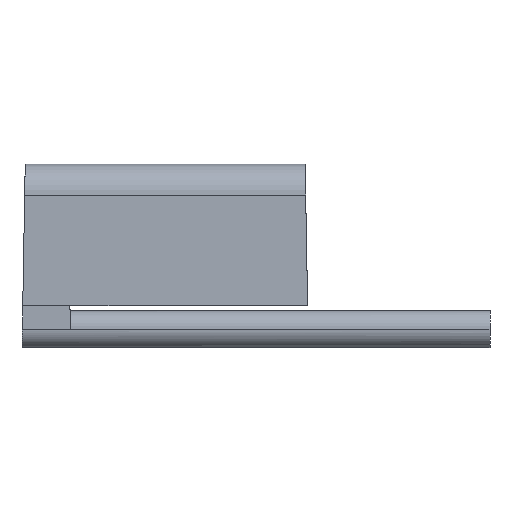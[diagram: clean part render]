
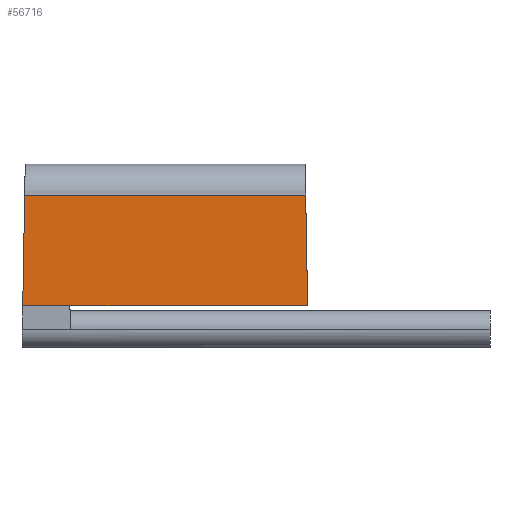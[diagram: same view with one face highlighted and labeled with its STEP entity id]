
A CAD part, left-side view. The second image highlights one B-rep face of the part: STEP entity #56716.
In plain terms, the highlighted planar face has unit normal (-1, 0, 0.018).
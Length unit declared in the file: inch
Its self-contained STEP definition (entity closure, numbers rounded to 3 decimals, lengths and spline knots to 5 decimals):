
#715 = CARTESIAN_POINT ( 'NONE',  ( -1.7126, 0., -0.46063 ) ) ;
#1066 = CARTESIAN_POINT ( 'NONE',  ( -1.70542, 0.53352, -0.04912 ) ) ;
#1984 = DIRECTION ( 'NONE',  ( -1., 0., 0.017 ) ) ;
#2743 = PLANE ( 'NONE',  #36024 ) ;
#3148 = FACE_OUTER_BOUND ( 'NONE', #14117, .T. ) ;
#5563 = DIRECTION ( 'NONE',  ( 0.017, 0.017, 1. ) ) ;
#6908 = LINE ( 'NONE', #16356, #20831 ) ;
#7258 = DIRECTION ( 'NONE',  ( 0.017, 0., 1. ) ) ;
#7535 = LINE ( 'NONE', #24671, #37374 ) ;
#9524 = DIRECTION ( 'NONE',  ( 0., -1., 0. ) ) ;
#10000 = CARTESIAN_POINT ( 'NONE',  ( -1.7126, 0.5407, -0.46063 ) ) ;
#10429 = ORIENTED_EDGE ( 'NONE', *, *, #21745, .T. ) ;
#14028 = CARTESIAN_POINT ( 'NONE',  ( -1.70542, -0.51384, -0.04912 ) ) ;
#14117 = EDGE_LOOP ( 'NONE', ( #35107, #28509, #10429, #36343 ) ) ;
#16206 = CARTESIAN_POINT ( 'NONE',  ( -1.7126, 0., -0.46063 ) ) ;
#16356 = CARTESIAN_POINT ( 'NONE',  ( -1.70542, 0., -0.04912 ) ) ;
#16783 = LINE ( 'NONE', #32171, #32070 ) ;
#16880 = VERTEX_POINT ( 'NONE', #23944 ) ;
#18717 = VERTEX_POINT ( 'NONE', #14028 ) ;
#18981 = VERTEX_POINT ( 'NONE', #1066 ) ;
#20073 = VECTOR ( 'NONE', #9524, 39.37008 ) ;
#20831 = VECTOR ( 'NONE', #34738, 39.37008 ) ;
#21745 = EDGE_CURVE ( 'NONE', #54358, #16880, #42256, .T. ) ;
#23944 = CARTESIAN_POINT ( 'NONE',  ( -1.7126, -0.52102, -0.46063 ) ) ;
#24671 = CARTESIAN_POINT ( 'NONE',  ( -1.7126, 0.5407, -0.46063 ) ) ;
#26797 = EDGE_CURVE ( 'NONE', #16880, #18717, #16783, .T. ) ;
#28509 = ORIENTED_EDGE ( 'NONE', *, *, #41334, .F. ) ;
#32070 = VECTOR ( 'NONE', #5563, 39.37008 ) ;
#32171 = CARTESIAN_POINT ( 'NONE',  ( -1.7126, -0.52102, -0.46063 ) ) ;
#34738 = DIRECTION ( 'NONE',  ( 0., -1., 0. ) ) ;
#35107 = ORIENTED_EDGE ( 'NONE', *, *, #40825, .F. ) ;
#36024 = AXIS2_PLACEMENT_3D ( 'NONE', #16206, #1984, #7258 ) ;
#36343 = ORIENTED_EDGE ( 'NONE', *, *, #26797, .T. ) ;
#37374 = VECTOR ( 'NONE', #51437, 39.37008 ) ;
#40825 = EDGE_CURVE ( 'NONE', #18981, #18717, #6908, .T. ) ;
#41334 = EDGE_CURVE ( 'NONE', #54358, #18981, #7535, .T. ) ;
#42256 = LINE ( 'NONE', #715, #20073 ) ;
#51437 = DIRECTION ( 'NONE',  ( 0.017, -0.017, 1. ) ) ;
#54358 = VERTEX_POINT ( 'NONE', #10000 ) ;
#56716 = ADVANCED_FACE ( 'NONE', ( #3148 ), #2743, .T. ) ;
